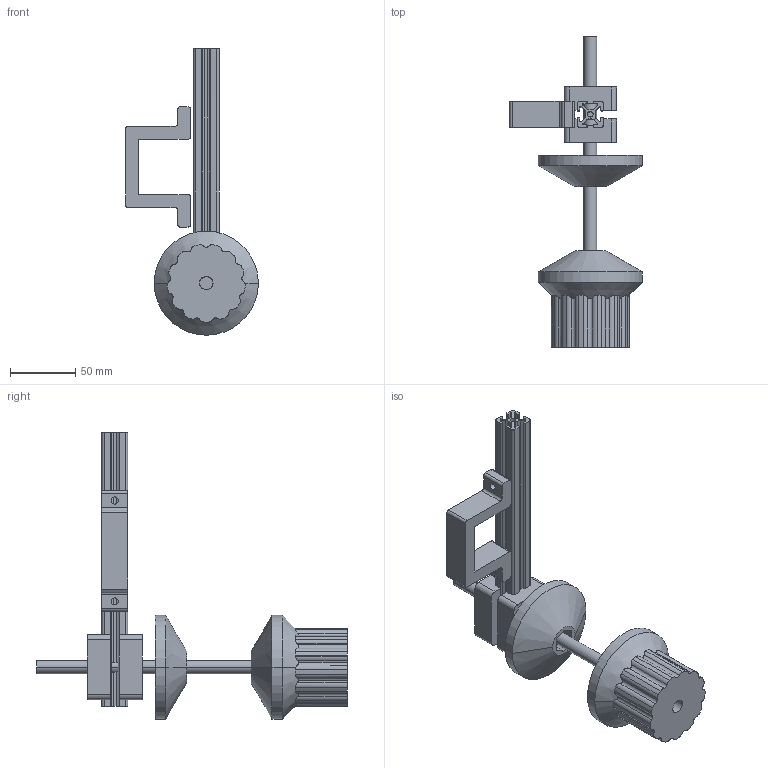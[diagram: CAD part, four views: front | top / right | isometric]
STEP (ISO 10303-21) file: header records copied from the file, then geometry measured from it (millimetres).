
FILE_DESCRIPTION (( 'STEP AP203' ), '1' );
FILE_NAME ('Spool Holder PART.STEP', '2021-07-31T11:54:07', ( '' ), ( '' ), 'SwSTEP 2.0', 'SolidWorks 2020', '' );
FILE_SCHEMA (( 'CONFIG_CONTROL_DESIGN' ));
Length unit declared in the file: millimetre
Products named in the file (1): Spool Holder PART
Bounding box: 102 x 238.8 x 220 mm (x, y, z)
Volume: 423668.1 mm3; surface area: 107960.4 mm2
Topology: 7 solids, 7 shells, 344 faces, 993 edges, 660 vertices
Faces by surface type: cylinder 193, plane 145, cone 6
Entity records: 12488 total; most frequent: CARTESIAN_POINT 3280, ORIENTED_EDGE 1986, DIRECTION 1863, EDGE_CURVE 993, AXIS2_PLACEMENT_3D 661, VERTEX_POINT 660, VECTOR 541, LINE 541
